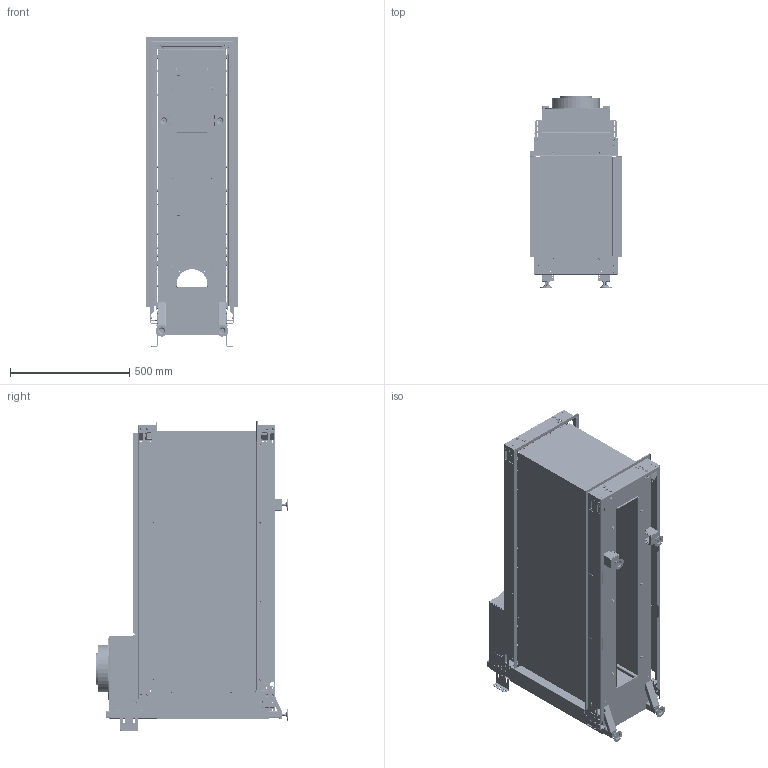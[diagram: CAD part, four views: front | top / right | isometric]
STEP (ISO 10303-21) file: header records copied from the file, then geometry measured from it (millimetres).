
FILE_DESCRIPTION (( 'STEP AP214' ), '1' );
FILE_NAME ('Fire_Assembly_BM-1100-RD-3S.STEP', '2026-01-19T13:15:31', ( '' ), ( '' ), 'SwSTEP 2.0', 'SolidWorks 2025', '' );
FILE_SCHEMA (( 'AUTOMOTIVE_DESIGN' ));
Length unit declared in the file: millimetre
Products named in the file (55): Flue_Connection_Kit_Bofill_130-200 200 Offset (Peis RD) - Adapter supressed for STEP; Glass_Panel_Peisselskabet_Front Panel Peisselskabet VL Superior 110; Delayed_Ignition_Flap_Top_Peis_01; M8_Rivet_Bush_M8 Rivet Bush NP; Glass_Panel_Peisselskabet_End Panel Room Divider Peisselskabet VL Superior 110 ; M5_PEM_Fixing_M5x10 PEM Fixing; Flue_Adapter_Assy_Non-DuraVent_Ø200_Flue Outer Ring Ø200 x 40 Bofill; Flue_Inner_Ø130_Non-DuraVent_Adapter_Flue Inner Ø130 x 255 lg Bofill; Base_Folding_Peis02_Alternate; Leg_Structural_Section_Peis_02; Frame_Support_Bracket_Rear_Peis_01; M8_Adjustable_Metal_Feet_Ø50 M8 x 50 Bolt Down; Flue_Adapter_Non-DuraVent_Ø130_Bofill; Window_Trim_Peis_01_Front LH Corner Vision Line Superior 110 Bay; Leg_Bracing_Folding_Peis_02; Baffle_Vertical_Member_Peis_02; Firebox_Baffle_Sub-Assy_Peis_02_1100 RD with Flue Sample; M6_PEM_Fixing_M6x12 PEM; Fire_Assembly_BM-1100-RD-3S; Leg_Bracing_Sub-Assy_Peis_02; M4_Hexsert_M4 Hexsert; Frame_Support_Bracket_Rear_Peis_01_Wide; M8_Nutsert; Delayed_Ignition_Gasket_Top_Peis_01; Foot_Sub-Assy_Peis_01_50 Long; Delayed_Ignition_Sub-Assy_Top_Peis_01; Frame_End_Folding_Peis_02_End Vision Line Superior Room Divider; Firebox_Base_Sub-Assy_Peis_02_Alternative; Foot_Folding_Peis_01_50 Long; Frame_Support_Assy_Rear_Peis_01; Frame_Support_Bracket_Assy_1100_5S_VLS 1100; Window_Trim_Peis_01_Vertical Vision Line Superior 110 Bay; Flue_Gasket_Outer_DuraVent_8_Inch; Frame_Front_Folding_Peis_01_Front Vision Line Superior Left Corner; Baffle_Folding_Peis_02_1100 RD with Flue Sample; Frame_Support_Bracket_1100_5S_VLS 1100; Fire_Assy_Peis_02_Alternate_Vision Line Superior 110 Room Divider inc Flue Sample - Simplified for STEP; Baffle_Top_Sub-Assy_Peis_02_1100 RD inc Flue Sample; Frame_Support_Bracket_Corner_P_VLS 1100; Frame_Support_Assy_Rear_Peis_01_Wide ...
Assembly tree (204 placements, depth 5):
  Fire_Assembly_BM-1100-RD-3S
    Fire_Assy_Peis_02_Alternate_Vision Line Superior 110 Room Divider inc Flue Sample - Simplified for STEP
      Firebox_Weldment_Peis_02_Alternate_1100 RD with Flue Sample
        Firebox_Base_Sub-Assy_Peis_02_Alternative
          Base_Folding_Peis02_Alternate
          M6_Hexsert_M6 Hexsert  x6
          M5_Hexsert_M5 Hexsert  x26
        Firebox_Baffle_Sub-Assy_Peis_02_1100 RD with Flue Sample
          Baffle_Folding_Peis_02_1100 RD with Flue Sample
          Leg_Structural_Section_Peis_02  x2
          Baffle_Vertical_Member_Peis_02  x2
          M5_Hexsert_M5 Hexsert  x52
          M6_Hexsert_M6 Hexsert  x4
          M6_PEM_Fixing_M6x12 PEM  x2
          M5_PEM_Fixing_M5x10 PEM Fixing  x14
        Baffle_Top_Sub-Assy_Peis_02_1100 RD inc Flue Sample
          Baffle_Top_Folding_Peis_02_1100 RD inc Flue Sample
          M5_Hexsert_M5 Hexsert  x8
          M6_Hexsert_M6 Hexsert  x6
        Leg_Bracing_Sub-Assy_Peis_02  x2
          Leg_Bracing_Folding_Peis_02
          M8_Rivet_Bush_M8 Rivet Bush NP
        Top_Strengthener_E4-11
        Foot_Sub-Assy_Peis_01_50 Long  x2
          Foot_Folding_Peis_01_50 Long
          M8_Nutsert
      Flue_Gasket_Outer_DuraVent_8_Inch
      Flue_Gasket_Inner_DuraVent_5Inch
      Flue_Connection_Kit_Bofill_130-200 200 Offset (Peis RD) - Adapter supressed for STEP
        Flue_Adapter_Assy_Non-DuraVent_Ø200_Flue Outer Ring Ø200 x 40 Bofill
          Flue_Adapter_Non-DuraVent_Ø200
          Flue_Outer_Ring_Ø200_Flue Outer Ring Ø200 x 40 Bofill
        Flue_Adapter_Assy_Non-DuraVent_Ø130_Flue Inner Ø130 x 255 lg Bofill
          Flue_Adapter_Non-DuraVent_Ø130_Bofill
          Flue_Inner_Ø130_Non-DuraVent_Adapter_Flue Inner Ø130 x 255 lg Bofill
      Delayed_Ignition_Sub-Assy_Top_Peis_01  x2
        Delayed_Ignition_Flap_Top_Peis_01
        Delayed_Ignition_Gasket_Top_Peis_01
      M8_Adjustable_Metal_Feet_Ø50 M8 x 50 Bolt Down  x4
      Glass_Panel_Peisselskabet_Front Panel Peisselskabet VL Superior 110  x2
      Glass_Panel_Peisselskabet_End Panel Room Divider Peisselskabet VL Superior 110 
      Fixing_Bracket_Peis_02  x2
      Frame_Support_Bracket_Assy_Corner_P_VLS 1100  x2
        Frame_Support_Bracket_Corner_P_VLS 1100
        M5_Hexsert_M5 Hexsert
        M4_Hexsert_M4 Hexsert
      Frame_Support_Bracket_Assy_1100_5S_VLS 1100  x2
        Frame_Support_Bracket_1100_5S_VLS 1100
        M5_Hexsert_M5 Hexsert
      Frame_Support_Assy_Rear_Peis_01_Wide  x2
        Frame_Support_Bracket_Rear_Peis_01_Wide
        M5_Hexsert_M5 Hexsert
      Frame_Support_Assy_Rear_Peis_01  x2
        Frame_Support_Bracket_Rear_Peis_01
        M5_Hexsert_M5 Hexsert
    Frame_Front_Folding_Peis_01_Front Vision Line Superior Left Corner  x2
    Frame_Front_Folding_Peis_01_Front Vision Line Superior Right Corner  x2
    Frame_End_Folding_Peis_02_End Vision Line Superior Room Divider  x2
    Frame_Rear_Folding_Peis_02  x2
    Window_Trim_Peis_01_Front LH Corner Vision Line Superior 110 Bay
Bounding box: 386 x 803 x 1297 mm (x, y, z)
Volume: 11991747.7 mm3; surface area: 8942555 mm2
Topology: 210 solids, 210 shells, 14167 faces, 36151 edges, 22886 vertices
Faces by surface type: plane 9734, cylinder 3245, cone 992, bspline 124, torus 72
Entity records: 114254 total; most frequent: CARTESIAN_POINT 24001, ORIENTED_EDGE 18444, DIRECTION 17662, EDGE_CURVE 9222, LINE 7110, VECTOR 7110, VERTEX_POINT 5820, AXIS2_PLACEMENT_3D 5276
